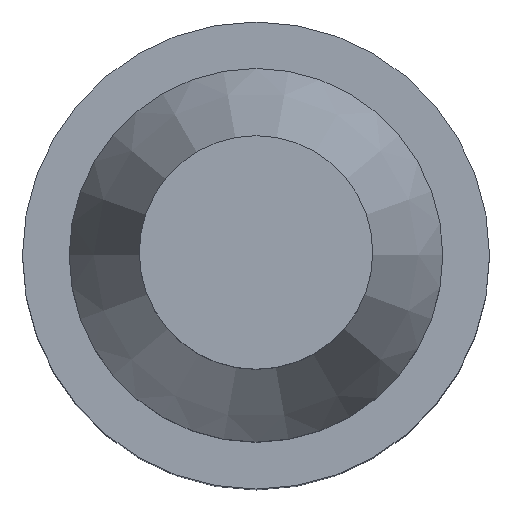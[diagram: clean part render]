
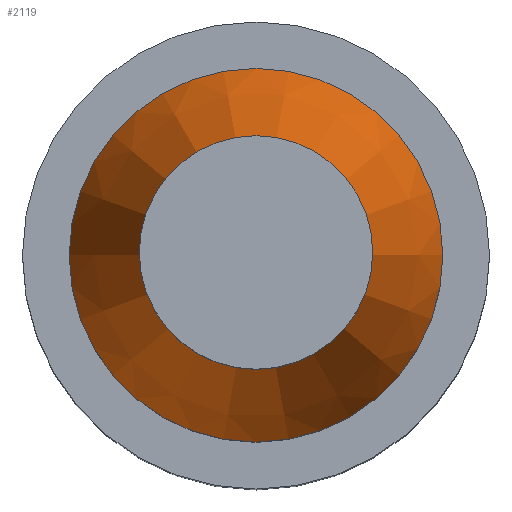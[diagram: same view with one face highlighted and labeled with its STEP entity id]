
A CAD part, top view. The second image highlights one B-rep face of the part: STEP entity #2119.
In plain terms, the highlighted conical face has half-angle 19.29 degrees and reference radius 10 mm.
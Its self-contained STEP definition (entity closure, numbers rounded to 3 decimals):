
#685=FACE_BOUND($,#931,.T.);
#798=FACE_OUTER_BOUND($,#930,.T.);
#930=EDGE_LOOP($,(#1997));
#931=EDGE_LOOP($,(#1998));
#953=CIRCLE($,#2206,4.75);
#954=CIRCLE($,#2208,10.);
#1149=VERTEX_POINT($,#3727);
#1150=VERTEX_POINT($,#3730);
#1434=EDGE_CURVE($,#1149,#1149,#953,.T.);
#1435=EDGE_CURVE($,#1150,#1150,#954,.T.);
#1997=ORIENTED_EDGE($,*,*,#1435,.F.);
#1998=ORIENTED_EDGE($,*,*,#1434,.T.);
#2009=CONICAL_SURFACE($,#2207,10.,19.29);
#2119=ADVANCED_FACE($,(#798,#685),#2009,.T.);
#2206=AXIS2_PLACEMENT_3D($,#3728,#2554,#2555);
#2207=AXIS2_PLACEMENT_3D($,#3729,#2556,#2557);
#2208=AXIS2_PLACEMENT_3D($,#3731,#2558,#2559);
#2554=DIRECTION('center_axis',(0.,0.,-1.));
#2555=DIRECTION('ref_axis',(-1.,0.,0.));
#2556=DIRECTION('center_axis',(0.,0.,-1.));
#2557=DIRECTION('ref_axis',(1.,0.,0.));
#2558=DIRECTION('center_axis',(0.,0.,-1.));
#2559=DIRECTION('ref_axis',(-1.,0.,0.));
#3727=CARTESIAN_POINT('',(-4.75,0.,51.));
#3728=CARTESIAN_POINT('Origin',(0.,0.,51.));
#3729=CARTESIAN_POINT('Origin',(0.,0.,36.));
#3730=CARTESIAN_POINT('',(10.,0.,36.));
#3731=CARTESIAN_POINT('Origin',(0.,0.,36.));
